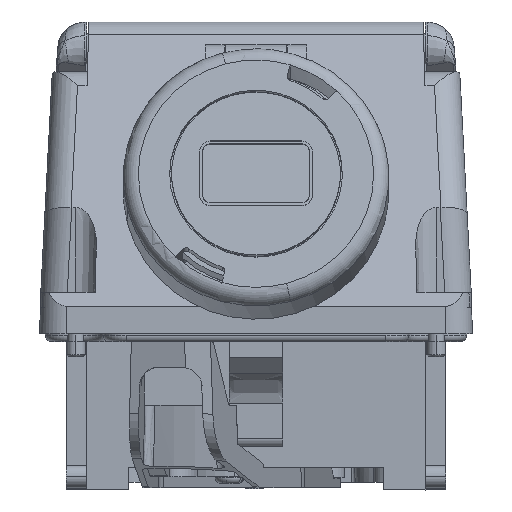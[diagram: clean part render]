
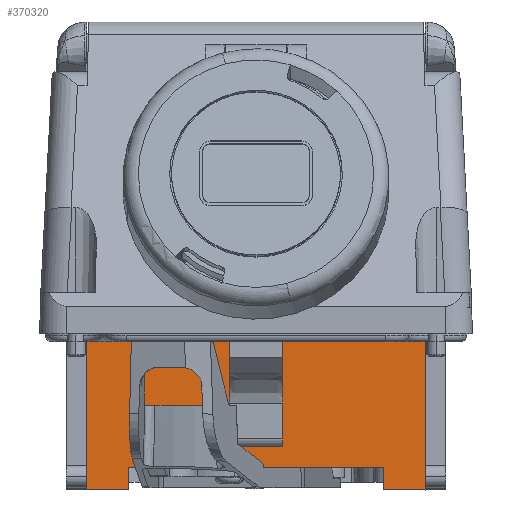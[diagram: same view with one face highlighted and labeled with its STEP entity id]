
A CAD part, front view. The second image highlights one B-rep face of the part: STEP entity #370320.
In plain terms, the highlighted planar face has unit normal (0, -1, 0).
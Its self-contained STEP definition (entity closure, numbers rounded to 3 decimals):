
#307290=CARTESIAN_POINT('',(317.7,-11.983,-19.8));
#307300=VERTEX_POINT('',#307290);
#307330=CARTESIAN_POINT('',(0.,-11.983,-19.8));
#307340=DIRECTION('',(-1.,0.,0.));
#307350=VECTOR('',#307340,1.);
#307360=LINE('',#307330,#307350);
#307370=CARTESIAN_POINT('',(280.,-11.983,-19.8));
#307380=VERTEX_POINT('',#307370);
#307390=EDGE_CURVE('',#307300,#307380,#307360,.T.);
#307610=CARTESIAN_POINT('',(266.,-11.983,-19.8));
#307620=VERTEX_POINT('',#307610);
#307650=CARTESIAN_POINT('',(228.3,-11.983,-19.8));
#307660=VERTEX_POINT('',#307650);
#307670=EDGE_CURVE('',#307620,#307660,#307360,.T.);
#360500=CARTESIAN_POINT('',(242.609,-11.983,
-55.1));
#360510=VERTEX_POINT('',#360500);
#361000=CARTESIAN_POINT('',(274.985,-11.983,
-55.1));
#361010=VERTEX_POINT('',#361000);
#361040=CARTESIAN_POINT('',(273.,-11.983,
-55.1));
#361050=DIRECTION('',(-1.,0.,0.));
#361060=VECTOR('',#361050,1.);
#361070=LINE('',#361040,#361060);
#361080=CARTESIAN_POINT('',(306.57,-11.983,
-55.1));
#361090=VERTEX_POINT('',#361080);
#361100=EDGE_CURVE('',#361090,#361010,#361070,.T.);
#362750=CARTESIAN_POINT('',(239.43,-11.983,
-55.1));
#362760=VERTEX_POINT('',#362750);
#362790=EDGE_CURVE('',#360510,#362760,#361070,.T.);
#368260=CARTESIAN_POINT('',(306.57,-11.983,
-61.1));
#368270=VERTEX_POINT('',#368260);
#368300=CARTESIAN_POINT('',(273.,-11.983,
-61.1));
#368310=DIRECTION('',(-1.,0.,0.));
#368320=VECTOR('',#368310,1.);
#368330=LINE('',#368300,#368320);
#368340=CARTESIAN_POINT('',(317.7,-11.983,
-61.1));
#368350=VERTEX_POINT('',#368340);
#368360=EDGE_CURVE('',#368350,#368270,#368330,.T.);
#368860=CARTESIAN_POINT('',(325.002,-11.983,
-61.1));
#368870=DIRECTION('',(0.,-1.,
0.));
#368880=DIRECTION('',(1.,0.,0.));
#368890=AXIS2_PLACEMENT_3D('',#368860,#368870,#368880);
#368900=PLANE('',#368890);
#368910=CARTESIAN_POINT('',(239.43,-11.983,
-32.3));
#368920=DIRECTION('',(0.,0.,
1.));
#368930=VECTOR('',#368920,1.);
#368940=LINE('',#368910,#368930);
#368950=CARTESIAN_POINT('',(239.43,-11.983,
-61.1));
#368960=VERTEX_POINT('',#368950);
#368970=EDGE_CURVE('',#368960,#362760,#368940,.T.);
#368980=ORIENTED_EDGE('',*,*,#368970,.T.);
#368990=CARTESIAN_POINT('',(273.,-11.983,
-61.1));
#369000=DIRECTION('',(-1.,0.,0.));
#369010=VECTOR('',#369000,1.);
#369020=LINE('',#368990,#369010);
#369030=CARTESIAN_POINT('',(228.3,-11.983,
-61.1));
#369040=VERTEX_POINT('',#369030);
#369050=EDGE_CURVE('',#368960,#369040,#369020,.T.);
#369060=ORIENTED_EDGE('',*,*,#369050,.F.);
#369070=CARTESIAN_POINT('',(228.3,-11.983,
-32.3));
#369080=DIRECTION('',(0.,0.,
-1.));
#369090=VECTOR('',#369080,1.);
#369100=LINE('',#369070,#369090);
#369110=EDGE_CURVE('',#307660,#369040,#369100,.T.);
#369120=ORIENTED_EDGE('',*,*,#369110,.T.);
#369130=ORIENTED_EDGE('',*,*,#307670,.T.);
#369140=CARTESIAN_POINT('',(266.,-11.983,
10.9));
#369150=DIRECTION('',(0.,0.,
-1.));
#369160=VECTOR('',#369150,1.);
#369170=LINE('',#369140,#369160);
#369180=CARTESIAN_POINT('',(266.,-11.983,
-49.628));
#369190=VERTEX_POINT('',#369180);
#369200=EDGE_CURVE('',#307620,#369190,#369170,.T.);
#369210=ORIENTED_EDGE('',*,*,#369200,.F.);
#369220=CARTESIAN_POINT('',(273.,-11.983,
-49.628));
#369230=DIRECTION('',(1.,0.,0.));
#369240=VECTOR('',#369230,1.);
#369250=LINE('',#369220,#369240);
#369260=CARTESIAN_POINT('',(280.,-11.983,
-49.628));
#369270=VERTEX_POINT('',#369260);
#369280=EDGE_CURVE('',#369190,#369270,#369250,.T.);
#369290=ORIENTED_EDGE('',*,*,#369280,.F.);
#369300=CARTESIAN_POINT('',(280.,-11.983,
-32.3));
#369310=DIRECTION('',(0.,0.,
-1.));
#369320=VECTOR('',#369310,1.);
#369330=LINE('',#369300,#369320);
#369340=EDGE_CURVE('',#307380,#369270,#369330,.T.);
#369350=ORIENTED_EDGE('',*,*,#369340,.T.);
#369360=ORIENTED_EDGE('',*,*,#307390,.T.);
#369370=CARTESIAN_POINT('',(317.7,-11.983,
-32.3));
#369380=DIRECTION('',(0.,0.,
1.));
#369390=VECTOR('',#369380,1.);
#369400=LINE('',#369370,#369390);
#369410=EDGE_CURVE('',#368350,#307300,#369400,.T.);
#369420=ORIENTED_EDGE('',*,*,#369410,.T.);
#369430=ORIENTED_EDGE('',*,*,#368360,.F.);
#369440=CARTESIAN_POINT('',(306.57,-11.983,
-32.3));
#369450=DIRECTION('',(0.,0.,
-1.));
#369460=VECTOR('',#369450,1.);
#369470=LINE('',#369440,#369460);
#369480=EDGE_CURVE('',#361090,#368270,#369470,.T.);
#369490=ORIENTED_EDGE('',*,*,#369480,.T.);
#369500=ORIENTED_EDGE('',*,*,#361100,.F.);
#369510=CARTESIAN_POINT('',(274.355,-11.983,
-32.3));
#369520=DIRECTION('',(-0.028,0.,
1.));
#369530=VECTOR('',#369520,1.);
#369540=LINE('',#369510,#369530);
#369550=CARTESIAN_POINT('',(274.962,-11.983,
-54.252));
#369560=VERTEX_POINT('',#369550);
#369570=EDGE_CURVE('',#361010,#369560,#369540,.T.);
#369580=ORIENTED_EDGE('',*,*,#369570,.F.);
#369590=CARTESIAN_POINT('',(273.,-11.983,
-54.093));
#369600=DIRECTION('',(-0.997,0.,
0.081));
#369610=VECTOR('',#369600,1.);
#369620=LINE('',#369590,#369610);
#369630=CARTESIAN_POINT('',(268.658,-11.983,
-53.741));
#369640=VERTEX_POINT('',#369630);
#369650=EDGE_CURVE('',#369560,#369640,#369620,.T.);
#369660=ORIENTED_EDGE('',*,*,#369650,.F.);
#369670=CARTESIAN_POINT('',(268.658,-11.983,
-32.3));
#369680=DIRECTION('',(0.,0.,
1.));
#369690=VECTOR('',#369680,1.);
#369700=LINE('',#369670,#369690);
#369710=CARTESIAN_POINT('',(268.658,-11.983,
-55.1));
#369720=VERTEX_POINT('',#369710);
#369730=EDGE_CURVE('',#369720,#369640,#369700,.T.);
#369740=ORIENTED_EDGE('',*,*,#369730,.T.);
#369750=CARTESIAN_POINT('',(244.161,-11.983,
-55.1));
#369760=VERTEX_POINT('',#369750);
#369770=EDGE_CURVE('',#369720,#369760,#361070,.T.);
#369780=ORIENTED_EDGE('',*,*,#369770,.F.);
#369790=CARTESIAN_POINT('',(244.761,-11.983,
-32.3));
#369800=DIRECTION('',(-0.026,0.,
-1.));
#369810=VECTOR('',#369800,1.);
#369820=LINE('',#369790,#369810);
#369830=CARTESIAN_POINT('',(244.172,-11.983,
-54.684));
#369840=VERTEX_POINT('',#369830);
#369850=EDGE_CURVE('',#369840,#369760,#369820,.T.);
#369860=ORIENTED_EDGE('',*,*,#369850,.T.);
#369870=CARTESIAN_POINT('',(273.,-11.983,
-57.02));
#369880=DIRECTION('',(-0.997,0.,
0.081));
#369890=VECTOR('',#369880,1.);
#369900=LINE('',#369870,#369890);
#369910=CARTESIAN_POINT('',(248.637,-11.983,
-55.046));
#369920=VERTEX_POINT('',#369910);
#369930=EDGE_CURVE('',#369920,#369840,#369900,.T.);
#369940=ORIENTED_EDGE('',*,*,#369930,.T.);
#369950=CARTESIAN_POINT('',(248.637,-11.983,
-32.3));
#369960=DIRECTION('',(0.,0.,
-1.));
#369970=VECTOR('',#369960,1.);
#369980=LINE('',#369950,#369970);
#369990=CARTESIAN_POINT('',(248.637,-11.983,
-52.118));
#370000=VERTEX_POINT('',#369990);
#370010=EDGE_CURVE('',#370000,#369920,#369980,.T.);
#370020=ORIENTED_EDGE('',*,*,#370010,.T.);
#370030=CARTESIAN_POINT('',(244.767,-11.983,
-51.805));
#370040=VERTEX_POINT('',#370030);
#370050=EDGE_CURVE('',#370000,#370040,#369620,.T.);
#370060=ORIENTED_EDGE('',*,*,#370050,.F.);
#370070=CARTESIAN_POINT('',(244.254,-11.983,
-32.3));
#370080=DIRECTION('',(0.026,0.,
-1.));
#370090=VECTOR('',#370080,1.);
#370100=LINE('',#370070,#370090);
#370110=CARTESIAN_POINT('',(244.606,-11.983,
-45.7));
#370120=VERTEX_POINT('',#370110);
#370130=EDGE_CURVE('',#370120,#370040,#370100,.T.);
#370140=ORIENTED_EDGE('',*,*,#370130,.T.);
#370150=CARTESIAN_POINT('',(273.,-11.983,
-48.979));
#370160=DIRECTION('',(-0.993,0.,
0.115));
#370170=VECTOR('',#370160,1.);
#370180=LINE('',#370150,#370170);
#370190=CARTESIAN_POINT('',(242.862,-11.983,
-45.499));
#370200=VERTEX_POINT('',#370190);
#370210=EDGE_CURVE('',#370120,#370200,#370180,.T.);
#370220=ORIENTED_EDGE('',*,*,#370210,.F.);
#370230=CARTESIAN_POINT('',(243.209,-11.983,
-32.3));
#370240=DIRECTION('',(0.026,0.,
1.));
#370250=VECTOR('',#370240,1.);
#370260=LINE('',#370230,#370250);
#370270=EDGE_CURVE('',#360510,#370200,#370260,.T.);
#370280=ORIENTED_EDGE('',*,*,#370270,.T.);
#370290=ORIENTED_EDGE('',*,*,#362790,.F.);
#370300=EDGE_LOOP('',(#370290,#370280,#370220,#370140,#370060,#370020,
#369940,#369860,#369780,#369740,#369660,#369580,#369500,#369490,#369430,
#369420,#369360,#369350,#369290,#369210,#369130,#369120,#369060,#368980)
);
#370310=FACE_OUTER_BOUND('',#370300,.T.);
#370320=ADVANCED_FACE('',(#370310),#368900,.T.);
